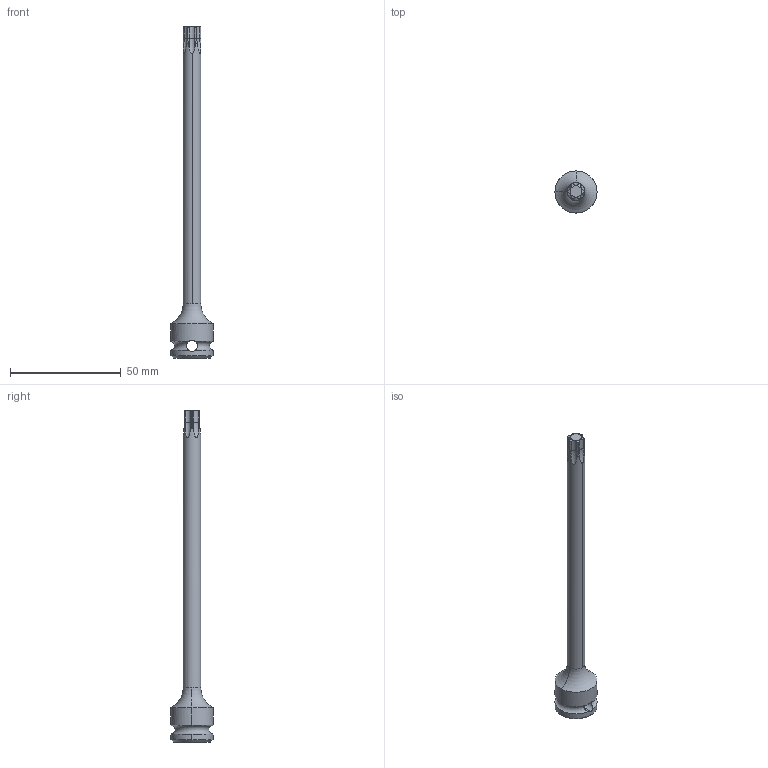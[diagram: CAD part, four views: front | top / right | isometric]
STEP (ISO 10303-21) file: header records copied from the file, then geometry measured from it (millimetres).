
FILE_DESCRIPTION((''),'2;1');
FILE_NAME('4027122845','2023-08-22T10:53:23',('A00565553'),(''),'CREO PARAMETRIC BY PTC INC, 2022414','CREO PARAMETRIC BY PTC INC, 2022414','');
FILE_SCHEMA(('CONFIG_CONTROL_DESIGN','GEOMETRIC_VALIDATION_PROPERTIES_MIM'));
Length unit declared in the file: millimetre
Products named in the file (1): 4027122845
Bounding box: 19 x 19 x 150 mm (x, y, z)
Volume: 9953.8 mm3; surface area: 5271.4 mm2
Topology: 1 solids, 1 shells, 87 faces, 237 edges, 150 vertices
Faces by surface type: cylinder 39, torus 28, plane 12, cone 8
Entity records: 3401 total; most frequent: CARTESIAN_POINT 1189, ORIENTED_EDGE 474, DIRECTION 406, EDGE_CURVE 237, AXIS2_PLACEMENT_3D 173, VERTEX_POINT 150, B_SPLINE_CURVE_WITH_KNOTS 91, EDGE_LOOP 89
